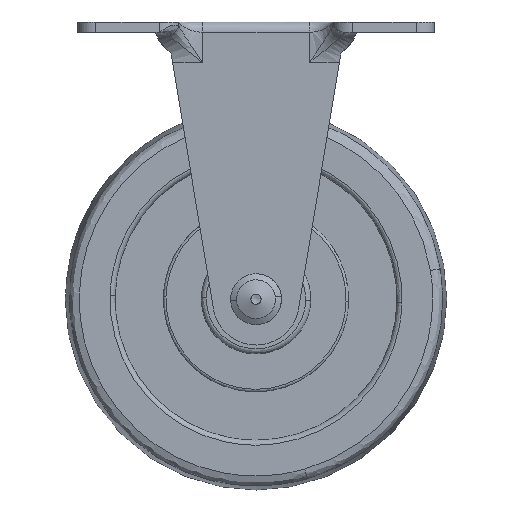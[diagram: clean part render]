
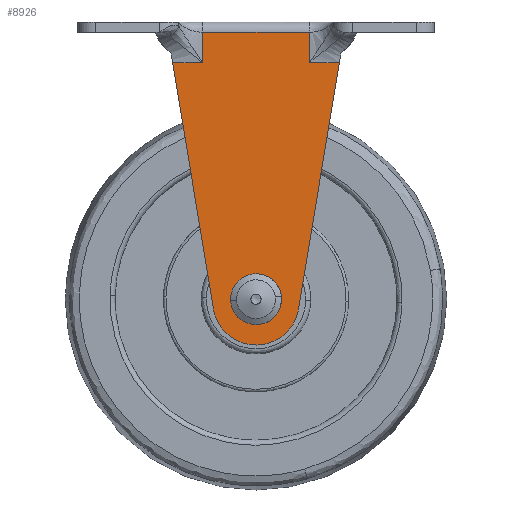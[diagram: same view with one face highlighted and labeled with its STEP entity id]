
A CAD part, front view. The second image highlights one B-rep face of the part: STEP entity #8926.
In plain terms, the highlighted free-form (B-spline) face has degree [1, 1] with [2, 2] control points.
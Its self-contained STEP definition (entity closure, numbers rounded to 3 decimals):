
#2788=CARTESIAN_POINT('',(3.24,-15.0,0.255));
#2789=VERTEX_POINT('',#2788);
#2795=CARTESIAN_POINT('',(0.0,-15.0,3.25));
#2796=VERTEX_POINT('',#2795);
#2797=CARTESIAN_POINT('',(0.0,-15.0,3.25));
#2798=CARTESIAN_POINT('',(3.004,-15.,3.25));
#2799=CARTESIAN_POINT('',(3.24,-15.,0.255));
#2807=(BOUNDED_CURVE()B_SPLINE_CURVE(2,(#2797,#2798,#2799),.UNSPECIFIED.,.F.,.U.)B_SPLINE_CURVE_WITH_KNOTS((3,3),(0.0,0.236),.UNSPECIFIED.)CURVE()GEOMETRIC_REPRESENTATION_ITEM()RATIONAL_B_SPLINE_CURVE((1.0,0.723,0.97))REPRESENTATION_ITEM(''));
#2808=EDGE_CURVE('',#2796,#2789,#2807,.T.);
#2810=CARTESIAN_POINT('',(-3.24,-15.0,-0.255));
#2811=VERTEX_POINT('',#2810);
#2812=CARTESIAN_POINT('',(-3.24,-15.0,-0.255));
#2813=CARTESIAN_POINT('',(-3.25,-15.0,-0.128));
#2814=CARTESIAN_POINT('',(-3.25,-15.0,0.0));
#2815=CARTESIAN_POINT('',(-3.25,-15.,3.25));
#2816=CARTESIAN_POINT('',(0.0,-15.0,3.25));
#2824=(BOUNDED_CURVE()B_SPLINE_CURVE(2,(#2812,#2813,#2814,#2815,#2816),.UNSPECIFIED.,.F.,.U.)B_SPLINE_CURVE_WITH_KNOTS((3,2,3),(0.736,0.75,1.0),.UNSPECIFIED.)CURVE()GEOMETRIC_REPRESENTATION_ITEM()RATIONAL_B_SPLINE_CURVE((0.97,0.984,1.0,0.707,1.0))REPRESENTATION_ITEM(''));
#2825=EDGE_CURVE('',#2811,#2796,#2824,.T.);
#2901=CARTESIAN_POINT('',(0.0,-15.0,-3.25));
#2902=VERTEX_POINT('',#2901);
#2903=CARTESIAN_POINT('',(0.0,-15.0,-3.25));
#2904=CARTESIAN_POINT('',(-3.004,-15.,-3.25));
#2905=CARTESIAN_POINT('',(-3.24,-15.0,-0.255));
#2913=(BOUNDED_CURVE()B_SPLINE_CURVE(2,(#2903,#2904,#2905),.UNSPECIFIED.,.F.,.U.)B_SPLINE_CURVE_WITH_KNOTS((3,3),(0.5,0.736),.UNSPECIFIED.)CURVE()GEOMETRIC_REPRESENTATION_ITEM()RATIONAL_B_SPLINE_CURVE((1.0,0.723,0.97))REPRESENTATION_ITEM(''));
#2914=EDGE_CURVE('',#2902,#2811,#2913,.T.);
#2916=CARTESIAN_POINT('',(3.24,-15.,0.255));
#2917=CARTESIAN_POINT('',(3.25,-15.,0.128));
#2918=CARTESIAN_POINT('',(3.25,-15.0,0.0));
#2919=CARTESIAN_POINT('',(3.25,-15.,-3.25));
#2920=CARTESIAN_POINT('',(0.0,-15.0,-3.25));
#2928=(BOUNDED_CURVE()B_SPLINE_CURVE(2,(#2916,#2917,#2918,#2919,#2920),.UNSPECIFIED.,.F.,.U.)B_SPLINE_CURVE_WITH_KNOTS((3,2,3),(0.236,0.25,0.5),.UNSPECIFIED.)CURVE()GEOMETRIC_REPRESENTATION_ITEM()RATIONAL_B_SPLINE_CURVE((0.97,0.984,1.0,0.707,1.0))REPRESENTATION_ITEM(''));
#2929=EDGE_CURVE('',#2789,#2902,#2928,.T.);
#6856=CARTESIAN_POINT('',(-10.515,-15.,52.5));
#6857=VERTEX_POINT('',#6856);
#6922=CARTESIAN_POINT('',(10.515,-15.0,52.5));
#6923=VERTEX_POINT('',#6922);
#6945=CARTESIAN_POINT('',(10.515,-15.0,52.5));
#6946=CARTESIAN_POINT('',(-10.515,-15.,52.5));
#6947=QUASI_UNIFORM_CURVE('',1,(#6945,#6946),.UNSPECIFIED.,.F.,.U.);
#6948=EDGE_CURVE('',#6923,#6857,#6947,.T.);
#7529=CARTESIAN_POINT('',(10.515,-15.0,46.5));
#7530=VERTEX_POINT('',#7529);
#7760=CARTESIAN_POINT('',(-10.515,-15.,46.5));
#7761=VERTEX_POINT('',#7760);
#8290=CARTESIAN_POINT('',(10.515,-15.0,46.5));
#8291=CARTESIAN_POINT('',(10.515,-15.0,52.5));
#8292=QUASI_UNIFORM_CURVE('',1,(#8290,#8291),.UNSPECIFIED.,.F.,.U.);
#8293=EDGE_CURVE('',#7530,#6923,#8292,.T.);
#8313=CARTESIAN_POINT('',(-10.515,-15.,46.5));
#8314=CARTESIAN_POINT('',(-10.515,-15.,52.5));
#8315=QUASI_UNIFORM_CURVE('',1,(#8313,#8314),.UNSPECIFIED.,.F.,.U.);
#8316=EDGE_CURVE('',#7761,#6857,#8315,.T.);
#8849=CARTESIAN_POINT('',(16.384,-15.0,46.5));
#8850=VERTEX_POINT('',#8849);
#8851=CARTESIAN_POINT('',(10.515,-15.0,46.5));
#8852=CARTESIAN_POINT('',(16.384,-15.0,46.5));
#8853=QUASI_UNIFORM_CURVE('',1,(#8851,#8852),.UNSPECIFIED.,.F.,.U.);
#8854=EDGE_CURVE('',#7530,#8850,#8853,.T.);
#8873=CARTESIAN_POINT('',(-18.021,-15.0,-12.072));
#8874=CARTESIAN_POINT('',(-18.021,-15.0,55.572));
#8875=CARTESIAN_POINT('',(18.021,-15.0,-12.072));
#8876=CARTESIAN_POINT('',(18.021,-15.0,55.572));
#8877=B_SPLINE_SURFACE_WITH_KNOTS('',1,1,((#8873,#8875),(#8874,#8876)),.UNSPECIFIED.,.F.,.F.,.U.,(2,2),(2,2),(0.0,67.644),(0.0,36.042),.UNSPECIFIED.);
#8878=ORIENTED_EDGE('',*,*,#8293,.T.);
#8879=ORIENTED_EDGE('',*,*,#6948,.T.);
#8880=ORIENTED_EDGE('',*,*,#8316,.F.);
#8881=CARTESIAN_POINT('',(-16.384,-15.0,46.5));
#8882=VERTEX_POINT('',#8881);
#8883=CARTESIAN_POINT('',(-16.384,-15.0,46.5));
#8884=CARTESIAN_POINT('',(-10.515,-15.,46.5));
#8885=QUASI_UNIFORM_CURVE('',1,(#8883,#8884),.UNSPECIFIED.,.F.,.U.);
#8886=EDGE_CURVE('',#8882,#7761,#8885,.T.);
#8887=ORIENTED_EDGE('',*,*,#8886,.F.);
#8888=CARTESIAN_POINT('',(-8.386,-15.0,-1.886));
#8889=VERTEX_POINT('',#8888);
#8890=CARTESIAN_POINT('',(-8.386,-15.0,-1.886));
#8891=CARTESIAN_POINT('',(-16.384,-15.0,46.5));
#8892=QUASI_UNIFORM_CURVE('',1,(#8890,#8891),.UNSPECIFIED.,.F.,.U.);
#8893=EDGE_CURVE('',#8889,#8882,#8892,.T.);
#8894=ORIENTED_EDGE('',*,*,#8893,.F.);
#8895=CARTESIAN_POINT('',(8.386,-15.0,-1.886));
#8896=VERTEX_POINT('',#8895);
#8897=CARTESIAN_POINT('',(8.386,-15.0,-1.886));
#8898=CARTESIAN_POINT('',(7.21,-15.,-9.));
#8899=CARTESIAN_POINT('',(0.,-15.0,-9.));
#8900=CARTESIAN_POINT('',(-7.21,-15.,-9.));
#8901=CARTESIAN_POINT('',(-8.386,-15.0,-1.886));
#8909=(BOUNDED_CURVE()B_SPLINE_CURVE(2,(#8897,#8898,#8899,#8900,#8901),.UNSPECIFIED.,.F.,.U.)B_SPLINE_CURVE_WITH_KNOTS((3,2,3),(0.0,0.5,1.0),.UNSPECIFIED.)CURVE()GEOMETRIC_REPRESENTATION_ITEM()RATIONAL_B_SPLINE_CURVE((1.0,0.763,1.0,0.763,1.0))REPRESENTATION_ITEM(''));
#8910=EDGE_CURVE('',#8896,#8889,#8909,.T.);
#8911=ORIENTED_EDGE('',*,*,#8910,.F.);
#8912=CARTESIAN_POINT('',(16.384,-15.0,46.5));
#8913=CARTESIAN_POINT('',(8.386,-15.0,-1.886));
#8914=QUASI_UNIFORM_CURVE('',1,(#8912,#8913),.UNSPECIFIED.,.F.,.U.);
#8915=EDGE_CURVE('',#8850,#8896,#8914,.T.);
#8916=ORIENTED_EDGE('',*,*,#8915,.F.);
#8917=ORIENTED_EDGE('',*,*,#8854,.F.);
#8918=EDGE_LOOP('',(#8878,#8879,#8880,#8887,#8894,#8911,#8916,#8917));
#8919=FACE_OUTER_BOUND('',#8918,.T.);
#8920=ORIENTED_EDGE('',*,*,#2914,.T.);
#8921=ORIENTED_EDGE('',*,*,#2825,.T.);
#8922=ORIENTED_EDGE('',*,*,#2808,.T.);
#8923=ORIENTED_EDGE('',*,*,#2929,.T.);
#8924=EDGE_LOOP('',(#8920,#8921,#8922,#8923));
#8925=FACE_BOUND('',#8924,.T.);
#8926=ADVANCED_FACE('',(#8919,#8925),#8877,.F.);
